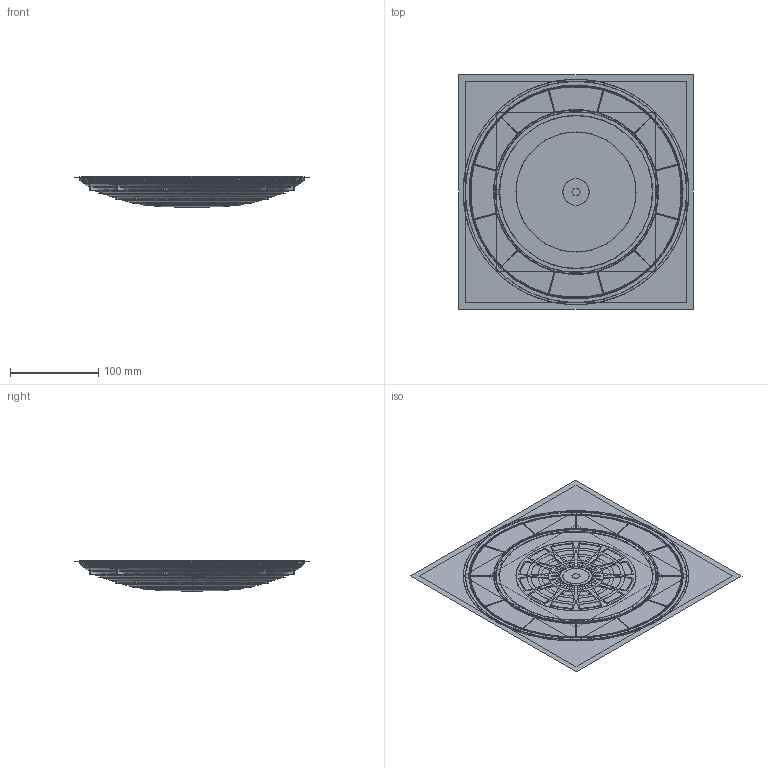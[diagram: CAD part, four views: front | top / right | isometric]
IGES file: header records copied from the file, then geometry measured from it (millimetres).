
Start section:  PTC IGES file: 213293.igs
Global section: file name: 213293.igs; native system: Creo Parametric by PTC Inc.; preprocessor: 2018300; author: pdmadmin; organization: Unknown; date: 20190731.105700; units: millimetre
Bounding box: 265.72 x 265.8 x 34.44 mm (x, y, z)
Volume: 378255.2 mm3; surface area: 5931383.6 mm2
Topology: 2 solids, 27 shells, 5744 faces, 27769 edges, 34615 vertices
Faces by surface type: revolution 2958, bspline 2786
